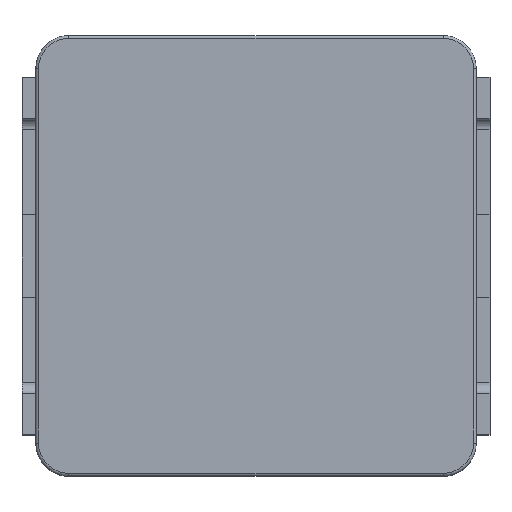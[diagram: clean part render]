
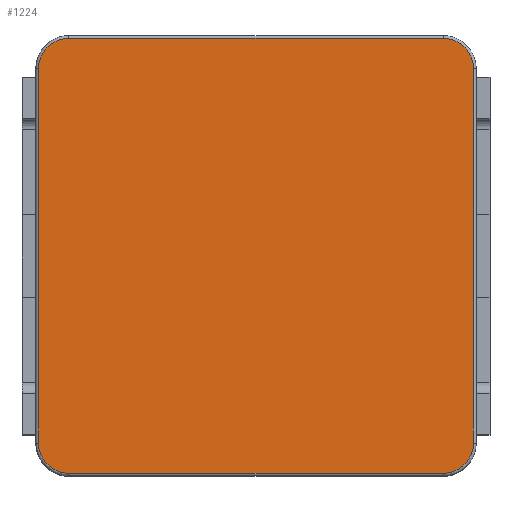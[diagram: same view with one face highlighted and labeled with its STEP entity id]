
A CAD part, top view. The second image highlights one B-rep face of the part: STEP entity #1224.
In plain terms, the highlighted planar face has unit normal (0, 0, 1).
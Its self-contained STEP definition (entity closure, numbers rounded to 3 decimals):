
#50=PLANE('',#1340);
#112=FACE_OUTER_BOUND('',#176,.T.);
#176=EDGE_LOOP('',(#995,#996,#997,#998,#999,#1000,#1001,#1002));
#276=LINE('',#1917,#414);
#277=LINE('',#1926,#415);
#279=LINE('',#1938,#417);
#280=LINE('',#1946,#418);
#414=VECTOR('',#1540,10.);
#415=VECTOR('',#1553,10.);
#417=VECTOR('',#1567,10.);
#418=VECTOR('',#1578,10.);
#504=CIRCLE('',#1312,0.55);
#510=CIRCLE('',#1320,0.55);
#514=CIRCLE('',#1326,0.55);
#518=CIRCLE('',#1332,0.55);
#596=VERTEX_POINT('',#1905);
#597=VERTEX_POINT('',#1907);
#599=VERTEX_POINT('',#1913);
#601=VERTEX_POINT('',#1919);
#602=VERTEX_POINT('',#1924);
#603=VERTEX_POINT('',#1928);
#605=VERTEX_POINT('',#1934);
#607=VERTEX_POINT('',#1940);
#728=EDGE_CURVE('',#596,#597,#504,.T.);
#733=EDGE_CURVE('',#597,#599,#276,.T.);
#736=EDGE_CURVE('',#599,#601,#510,.T.);
#738=EDGE_CURVE('',#601,#602,#277,.T.);
#741=EDGE_CURVE('',#602,#603,#514,.T.);
#744=EDGE_CURVE('',#603,#605,#279,.T.);
#747=EDGE_CURVE('',#605,#607,#518,.T.);
#748=EDGE_CURVE('',#607,#596,#280,.T.);
#995=ORIENTED_EDGE('',*,*,#728,.F.);
#996=ORIENTED_EDGE('',*,*,#748,.F.);
#997=ORIENTED_EDGE('',*,*,#747,.F.);
#998=ORIENTED_EDGE('',*,*,#744,.F.);
#999=ORIENTED_EDGE('',*,*,#741,.F.);
#1000=ORIENTED_EDGE('',*,*,#738,.F.);
#1001=ORIENTED_EDGE('',*,*,#736,.F.);
#1002=ORIENTED_EDGE('',*,*,#733,.F.);
#1224=ADVANCED_FACE('',(#112),#50,.T.);
#1312=AXIS2_PLACEMENT_3D('',#1908,#1529,#1530);
#1320=AXIS2_PLACEMENT_3D('',#1922,#1547,#1548);
#1326=AXIS2_PLACEMENT_3D('',#1932,#1560,#1561);
#1332=AXIS2_PLACEMENT_3D('',#1944,#1574,#1575);
#1340=AXIS2_PLACEMENT_3D('',#1986,#1611,#1612);
#1529=DIRECTION('center_axis',(0.,0.,-1.));
#1530=DIRECTION('ref_axis',(0.707,-0.707,0.));
#1540=DIRECTION('',(-1.,0.,0.));
#1547=DIRECTION('center_axis',(0.,0.,-1.));
#1548=DIRECTION('ref_axis',(-0.707,-0.707,0.));
#1553=DIRECTION('',(0.,1.,0.));
#1560=DIRECTION('center_axis',(0.,0.,-1.));
#1561=DIRECTION('ref_axis',(-0.707,0.707,0.));
#1567=DIRECTION('',(1.,0.,0.));
#1574=DIRECTION('center_axis',(0.,0.,-1.));
#1575=DIRECTION('ref_axis',(0.707,0.707,0.));
#1578=DIRECTION('',(0.,-1.,0.));
#1611=DIRECTION('center_axis',(0.,0.,1.));
#1612=DIRECTION('ref_axis',(1.,0.,0.));
#1905=CARTESIAN_POINT('',(3.95,-3.4,4.));
#1907=CARTESIAN_POINT('',(3.4,-3.95,4.));
#1908=CARTESIAN_POINT('Origin',(3.4,-3.4,4.));
#1913=CARTESIAN_POINT('',(-3.4,-3.95,4.));
#1917=CARTESIAN_POINT('',(-2.,-3.95,4.));
#1919=CARTESIAN_POINT('',(-3.95,-3.4,4.));
#1922=CARTESIAN_POINT('Origin',(-3.4,-3.4,4.));
#1924=CARTESIAN_POINT('',(-3.95,3.4,4.));
#1926=CARTESIAN_POINT('',(-3.95,2.,4.));
#1928=CARTESIAN_POINT('',(-3.4,3.95,4.));
#1932=CARTESIAN_POINT('Origin',(-3.4,3.4,4.));
#1934=CARTESIAN_POINT('',(3.4,3.95,4.));
#1938=CARTESIAN_POINT('',(2.,3.95,4.));
#1940=CARTESIAN_POINT('',(3.95,3.4,4.));
#1944=CARTESIAN_POINT('Origin',(3.4,3.4,4.));
#1946=CARTESIAN_POINT('',(3.95,-2.,4.));
#1986=CARTESIAN_POINT('Origin',(0.,0.,4.));
